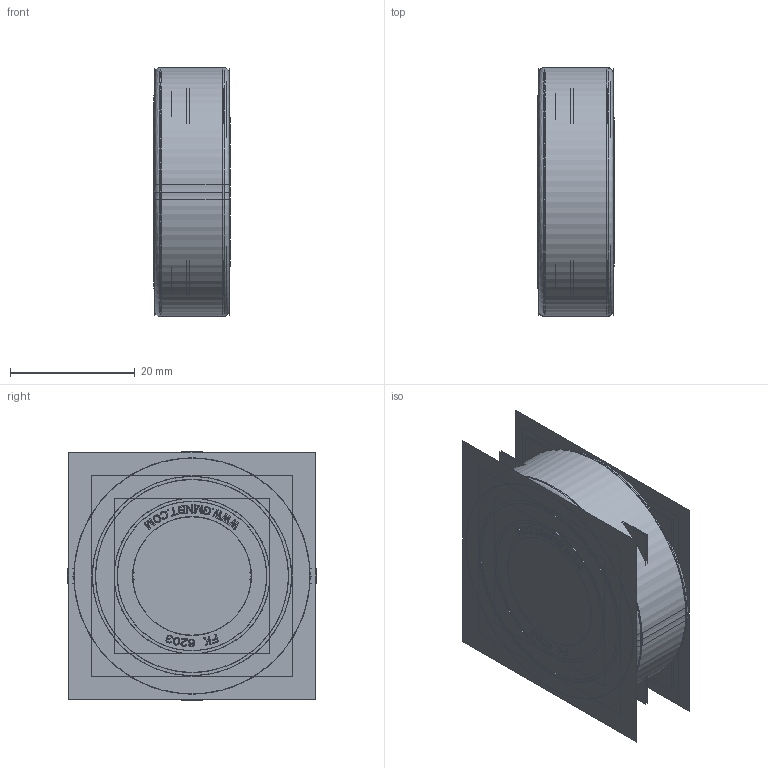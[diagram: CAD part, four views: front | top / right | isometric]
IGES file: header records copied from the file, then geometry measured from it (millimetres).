
Start section:  PTC IGES file: fk6203.igs
Global section: file name: fk6203.igs; native system: Creo Parametric by Parametric Technology Corporation; preprocessor: 2013150; author: sales 4; organization: Unknown; date: 20140325.121336; units: millimetre
Bounding box: 12.26 x 40 x 40 mm (x, y, z)
Volume: 10240.3 mm3; surface area: 84925.6 mm2
Topology: 33 solids, 33 shells, 3500 faces, 18298 edges, 22874 vertices
Faces by surface type: bspline 2152, revolution 1348
